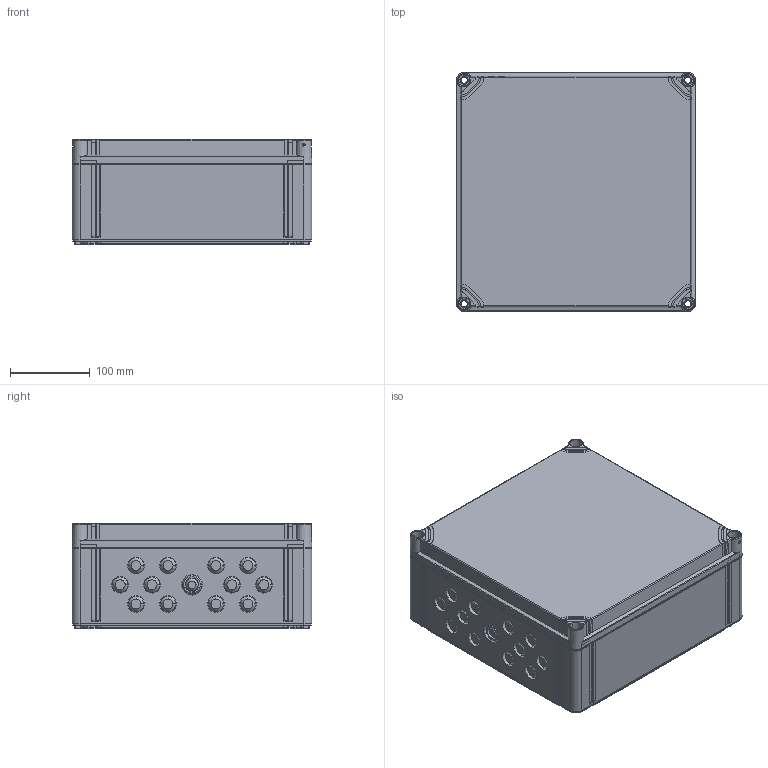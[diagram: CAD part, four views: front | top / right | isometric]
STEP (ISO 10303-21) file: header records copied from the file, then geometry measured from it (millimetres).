
FILE_DESCRIPTION((''),'2;1');
FILE_NAME('OPCM303013T_ASM','2008-12-19T',('pasi_koskela'),(''),'PRO/ENGINEER BY PARAMETRIC TECHNOLOGY CORPORATION, 2008250','PRO/ENGINEER BY PARAMETRIC TECHNOLOGY CORPORATION, 2008250','');
FILE_SCHEMA(('AUTOMOTIVE_DESIGN_CC2 { 1 2 10303 214 -1 1 5 2 }'));
Products named in the file (3): OPCM303010B; OPCT303003L; OPCM303013T_ASM
Assembly tree (2 placements, depth 2):
  OPCM303013T_ASM
    OPCM303010B
    OPCT303003L
Bounding box: 300 x 300 x 132 mm (x, y, z)
Volume: 1448895 mm3; surface area: 786608.5 mm2
Topology: 2 solids, 2 shells, 2721 faces, 7064 edges, 4501 vertices
Faces by surface type: plane 1213, cone 678, cylinder 502, torus 270, bspline 56, sphere 2
Entity records: 112929 total; most frequent: CARTESIAN_POINT 25296, ORIENTED_EDGE 14124, DIRECTION 13556, PRESENTATION_STYLE_ASSIGNMENT 7064, STYLED_ITEM 7064, CURVE_STYLE 7062, EDGE_CURVE 7062, AXIS2_PLACEMENT_3D 4930
